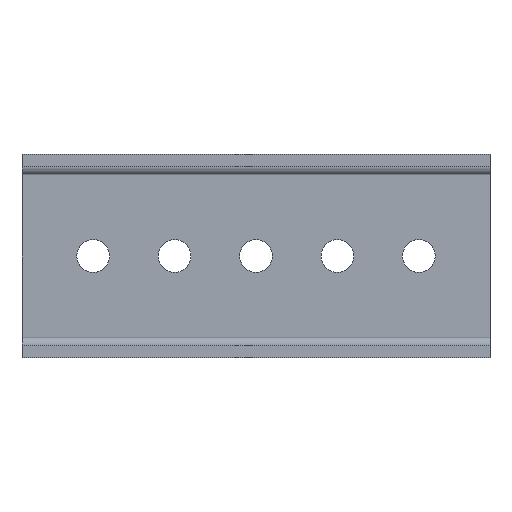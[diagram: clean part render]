
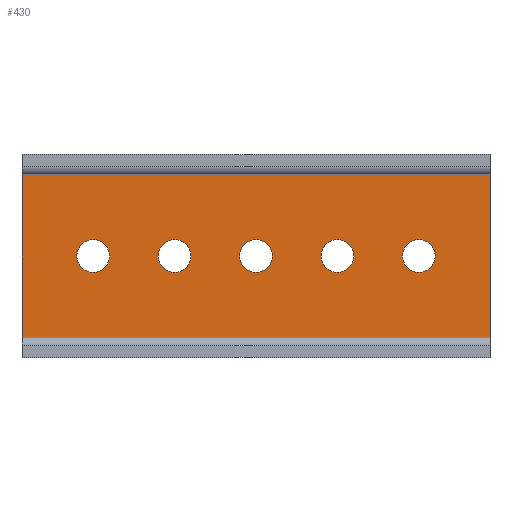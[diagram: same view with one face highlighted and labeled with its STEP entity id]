
A CAD part, front view. The second image highlights one B-rep face of the part: STEP entity #430.
In plain terms, the highlighted planar face has unit normal (0, -1, 0).
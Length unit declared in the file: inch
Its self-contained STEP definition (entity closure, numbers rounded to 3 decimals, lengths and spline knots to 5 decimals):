
#17=FACE_BOUND('',#82,.T.);
#18=FACE_BOUND('',#83,.T.);
#19=FACE_BOUND('',#84,.T.);
#20=FACE_BOUND('',#85,.T.);
#21=FACE_BOUND('',#86,.T.);
#37=PLANE('',#487);
#58=FACE_OUTER_BOUND('',#81,.T.);
#81=EDGE_LOOP('',(#364,#365,#366,#367));
#82=EDGE_LOOP('',(#368));
#83=EDGE_LOOP('',(#369));
#84=EDGE_LOOP('',(#370));
#85=EDGE_LOOP('',(#371));
#86=EDGE_LOOP('',(#372));
#109=LINE('',#636,#144);
#122=LINE('',#665,#157);
#124=LINE('',#668,#159);
#134=LINE('',#724,#169);
#144=VECTOR('',#511,0.3937);
#157=VECTOR('',#532,0.3937);
#159=VECTOR('',#536,0.3937);
#169=VECTOR('',#602,0.3937);
#186=CIRCLE('',#474,0.1005);
#188=CIRCLE('',#477,0.1005);
#190=CIRCLE('',#480,0.1005);
#192=CIRCLE('',#483,0.1005);
#194=CIRCLE('',#486,0.1005);
#201=VERTEX_POINT('',#633);
#202=VERTEX_POINT('',#635);
#213=VERTEX_POINT('',#662);
#214=VERTEX_POINT('',#664);
#224=VERTEX_POINT('',#696);
#226=VERTEX_POINT('',#702);
#228=VERTEX_POINT('',#708);
#230=VERTEX_POINT('',#714);
#232=VERTEX_POINT('',#720);
#241=EDGE_CURVE('',#202,#201,#109,.T.);
#256=EDGE_CURVE('',#214,#213,#122,.T.);
#258=EDGE_CURVE('',#202,#213,#124,.T.);
#273=EDGE_CURVE('',#224,#224,#186,.T.);
#276=EDGE_CURVE('',#226,#226,#188,.T.);
#279=EDGE_CURVE('',#228,#228,#190,.T.);
#282=EDGE_CURVE('',#230,#230,#192,.T.);
#285=EDGE_CURVE('',#232,#232,#194,.T.);
#286=EDGE_CURVE('',#214,#201,#134,.T.);
#364=ORIENTED_EDGE('',*,*,#286,.F.);
#365=ORIENTED_EDGE('',*,*,#256,.T.);
#366=ORIENTED_EDGE('',*,*,#258,.F.);
#367=ORIENTED_EDGE('',*,*,#241,.T.);
#368=ORIENTED_EDGE('',*,*,#273,.T.);
#369=ORIENTED_EDGE('',*,*,#276,.T.);
#370=ORIENTED_EDGE('',*,*,#279,.T.);
#371=ORIENTED_EDGE('',*,*,#282,.T.);
#372=ORIENTED_EDGE('',*,*,#285,.T.);
#430=ADVANCED_FACE('',(#58,#17,#18,#19,#20,#21),#37,.F.);
#474=AXIS2_PLACEMENT_3D('',#698,#570,#571);
#477=AXIS2_PLACEMENT_3D('',#704,#577,#578);
#480=AXIS2_PLACEMENT_3D('',#710,#584,#585);
#483=AXIS2_PLACEMENT_3D('',#716,#591,#592);
#486=AXIS2_PLACEMENT_3D('',#722,#598,#599);
#487=AXIS2_PLACEMENT_3D('',#723,#600,#601);
#511=DIRECTION('',(0.,0.,-1.));
#532=DIRECTION('',(0.,0.,1.));
#536=DIRECTION('',(1.,0.,0.));
#570=DIRECTION('center_axis',(0.,1.,0.));
#571=DIRECTION('ref_axis',(0.,0.,1.));
#577=DIRECTION('center_axis',(0.,1.,0.));
#578=DIRECTION('ref_axis',(0.,0.,1.));
#584=DIRECTION('center_axis',(0.,1.,0.));
#585=DIRECTION('ref_axis',(0.,0.,1.));
#591=DIRECTION('center_axis',(0.,1.,0.));
#592=DIRECTION('ref_axis',(0.,0.,1.));
#598=DIRECTION('center_axis',(0.,1.,0.));
#599=DIRECTION('ref_axis',(0.,0.,1.));
#600=DIRECTION('center_axis',(0.,1.,0.));
#601=DIRECTION('ref_axis',(0.,0.,1.));
#602=DIRECTION('',(-1.,0.,0.));
#633=CARTESIAN_POINT('',(2.5625,2.,-10.));
#635=CARTESIAN_POINT('',(2.5625,2.,-9.));
#636=CARTESIAN_POINT('',(2.5625,2.,-9.25));
#662=CARTESIAN_POINT('',(5.4375,2.,-9.));
#664=CARTESIAN_POINT('',(5.4375,2.,-10.));
#665=CARTESIAN_POINT('',(5.4375,2.,-9.75));
#668=CARTESIAN_POINT('',(4.,2.,-9.));
#696=CARTESIAN_POINT('',(3.5,2.,-9.6005));
#698=CARTESIAN_POINT('Origin',(3.5,2.,-9.5));
#702=CARTESIAN_POINT('',(4.5,2.,-9.6005));
#704=CARTESIAN_POINT('Origin',(4.5,2.,-9.5));
#708=CARTESIAN_POINT('',(5.,2.,-9.6005));
#710=CARTESIAN_POINT('Origin',(5.,2.,-9.5));
#714=CARTESIAN_POINT('',(4.,2.,-9.6005));
#716=CARTESIAN_POINT('Origin',(4.,2.,-9.5));
#720=CARTESIAN_POINT('',(3.,2.,-9.6005));
#722=CARTESIAN_POINT('Origin',(3.,2.,-9.5));
#723=CARTESIAN_POINT('Origin',(4.,2.,-9.5));
#724=CARTESIAN_POINT('',(4.,2.,-10.));
